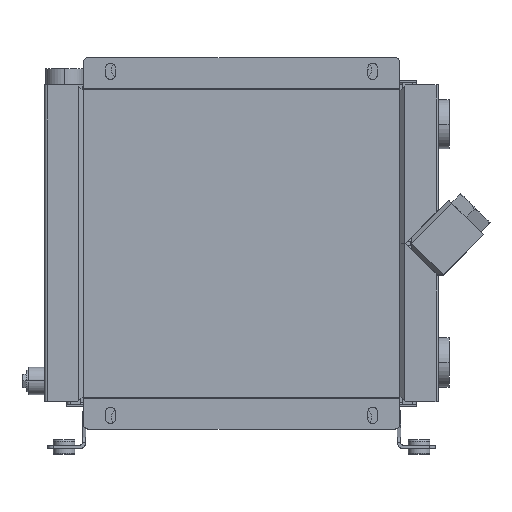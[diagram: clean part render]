
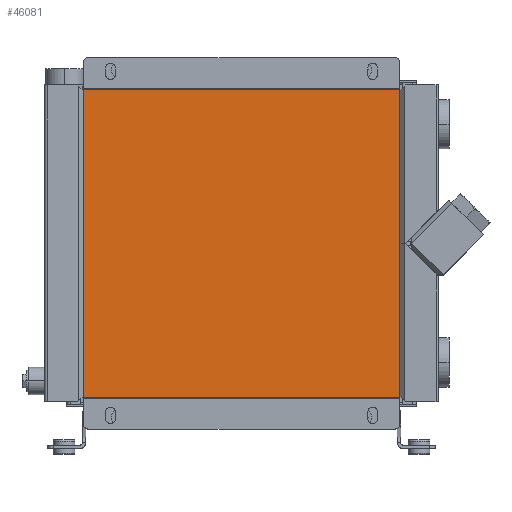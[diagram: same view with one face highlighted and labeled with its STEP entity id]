
A CAD part, top view. The second image highlights one B-rep face of the part: STEP entity #46081.
In plain terms, the highlighted planar face has unit normal (0, 0, 1).
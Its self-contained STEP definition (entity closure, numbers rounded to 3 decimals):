
#2012 = VERTEX_POINT ( 'NONE', #164003 ) ;
#10009 = ORIENTED_EDGE ( 'NONE', *, *, #146708, .T. ) ;
#22699 = DIRECTION ( 'NONE',  ( 1., 0., 0. ) ) ;
#26056 = DIRECTION ( 'NONE',  ( 1., 0., 0. ) ) ;
#28299 = VERTEX_POINT ( 'NONE', #131590 ) ;
#31251 = ORIENTED_EDGE ( 'NONE', *, *, #187561, .T. ) ;
#35408 = CARTESIAN_POINT ( 'NONE',  ( -145., -282., 63. ) ) ;
#36691 = CARTESIAN_POINT ( 'NONE',  ( -145., 0., 63. ) ) ;
#43211 = EDGE_CURVE ( 'NONE', #28299, #115938, #119012, .T. ) ;
#44767 = VECTOR ( 'NONE', #146110, 1000. ) ;
#46081 = ADVANCED_FACE ( 'NONE', ( #185792 ), #113095, .T. ) ;
#47567 = LINE ( 'NONE', #59089, #44767 ) ;
#51413 = LINE ( 'NONE', #168029, #139632 ) ;
#59089 = CARTESIAN_POINT ( 'NONE',  ( 145., 0., 63. ) ) ;
#82693 = EDGE_LOOP ( 'NONE', ( #183160, #31251, #165022, #10009 ) ) ;
#83270 = CARTESIAN_POINT ( 'NONE',  ( -145., 0., 63. ) ) ;
#94754 = LINE ( 'NONE', #83270, #148247 ) ;
#95684 = DIRECTION ( 'NONE',  ( -1., 0., 0. ) ) ;
#111246 = DIRECTION ( 'NONE',  ( 0., -1., 0. ) ) ;
#113095 = PLANE ( 'NONE',  #165638 ) ;
#115938 = VERTEX_POINT ( 'NONE', #35408 ) ;
#119012 = LINE ( 'NONE', #36691, #179007 ) ;
#131590 = CARTESIAN_POINT ( 'NONE',  ( -145., 0., 63. ) ) ;
#139632 = VECTOR ( 'NONE', #22699, 1000. ) ;
#144055 = VERTEX_POINT ( 'NONE', #154883 ) ;
#146110 = DIRECTION ( 'NONE',  ( 0., 1., 0. ) ) ;
#146708 = EDGE_CURVE ( 'NONE', #2012, #28299, #94754, .T. ) ;
#148247 = VECTOR ( 'NONE', #95684, 1000. ) ;
#154883 = CARTESIAN_POINT ( 'NONE',  ( 145., -282., 63. ) ) ;
#157016 = DIRECTION ( 'NONE',  ( 0., 0., 1. ) ) ;
#164003 = CARTESIAN_POINT ( 'NONE',  ( 145., 0., 63. ) ) ;
#165022 = ORIENTED_EDGE ( 'NONE', *, *, #182472, .T. ) ;
#165638 = AXIS2_PLACEMENT_3D ( 'NONE', #171387, #157016, #26056 ) ;
#168029 = CARTESIAN_POINT ( 'NONE',  ( -145., -282., 63. ) ) ;
#171387 = CARTESIAN_POINT ( 'NONE',  ( 0., 0., 63. ) ) ;
#179007 = VECTOR ( 'NONE', #111246, 1000. ) ;
#182472 = EDGE_CURVE ( 'NONE', #144055, #2012, #47567, .T. ) ;
#183160 = ORIENTED_EDGE ( 'NONE', *, *, #43211, .T. ) ;
#185792 = FACE_OUTER_BOUND ( 'NONE', #82693, .T. ) ;
#187561 = EDGE_CURVE ( 'NONE', #115938, #144055, #51413, .T. ) ;
